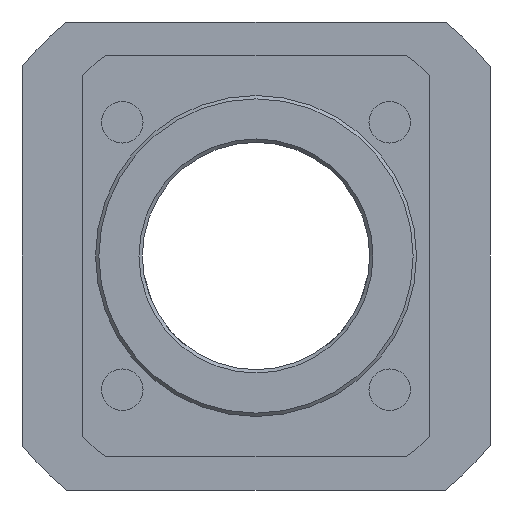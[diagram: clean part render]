
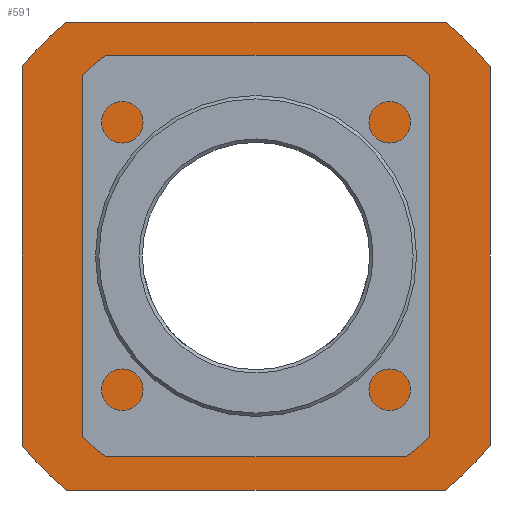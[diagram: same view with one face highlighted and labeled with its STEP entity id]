
A CAD part, front view. The second image highlights one B-rep face of the part: STEP entity #591.
In plain terms, the highlighted planar face has unit normal (0, -1, 0).
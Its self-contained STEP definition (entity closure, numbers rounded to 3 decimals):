
#13=LINE($,#1149,#45);
#17=LINE($,#1158,#49);
#21=LINE($,#1167,#53);
#25=LINE($,#1176,#57);
#45=VECTOR($,#696,56.569);
#49=VECTOR($,#702,56.569);
#53=VECTOR($,#708,56.569);
#57=VECTOR($,#714,56.569);
#116=PLANE($,#659);
#152=FACE_BOUND($,#251,.T.);
#183=FACE_OUTER_BOUND($,#250,.T.);
#250=EDGE_LOOP($,(#544,#545,#546,#547,#548,#549,#550,#551));
#251=EDGE_LOOP($,(#552));
#259=CIRCLE($,#616,45.);
#261=CIRCLE($,#619,45.);
#263=CIRCLE($,#622,45.);
#283=CIRCLE($,#658,23.);
#284=CIRCLE($,#660,45.);
#299=VERTEX_POINT($,#1147);
#300=VERTEX_POINT($,#1148);
#303=VERTEX_POINT($,#1156);
#304=VERTEX_POINT($,#1157);
#307=VERTEX_POINT($,#1165);
#308=VERTEX_POINT($,#1166);
#311=VERTEX_POINT($,#1174);
#312=VERTEX_POINT($,#1175);
#340=VERTEX_POINT($,#1266);
#355=EDGE_CURVE($,#299,#300,#13,.T.);
#359=EDGE_CURVE($,#303,#304,#17,.T.);
#363=EDGE_CURVE($,#307,#308,#21,.T.);
#367=EDGE_CURVE($,#311,#312,#25,.T.);
#371=EDGE_CURVE($,#307,#312,#259,.T.);
#373=EDGE_CURVE($,#299,#304,#261,.T.);
#375=EDGE_CURVE($,#303,#308,#263,.T.);
#411=EDGE_CURVE($,#340,#340,#283,.T.);
#412=EDGE_CURVE($,#311,#300,#284,.T.);
#544=ORIENTED_EDGE($,*,*,#355,.T.);
#545=ORIENTED_EDGE($,*,*,#412,.F.);
#546=ORIENTED_EDGE($,*,*,#367,.T.);
#547=ORIENTED_EDGE($,*,*,#371,.F.);
#548=ORIENTED_EDGE($,*,*,#363,.T.);
#549=ORIENTED_EDGE($,*,*,#375,.F.);
#550=ORIENTED_EDGE($,*,*,#359,.T.);
#551=ORIENTED_EDGE($,*,*,#373,.F.);
#552=ORIENTED_EDGE($,*,*,#411,.T.);
#591=ADVANCED_FACE($,(#183,#152),#116,.T.);
#616=AXIS2_PLACEMENT_3D($,#1183,#720,#721);
#619=AXIS2_PLACEMENT_3D($,#1186,#726,#727);
#622=AXIS2_PLACEMENT_3D($,#1189,#732,#733);
#658=AXIS2_PLACEMENT_3D($,#1267,#820,#821);
#659=AXIS2_PLACEMENT_3D($,#1268,#822,#823);
#660=AXIS2_PLACEMENT_3D($,#1269,#824,#825);
#696=DIRECTION($,(1.,0.,0.));
#702=DIRECTION($,(0.,0.,-1.));
#708=DIRECTION($,(-1.,0.,0.));
#714=DIRECTION($,(0.,0.,1.));
#720=DIRECTION('center_axis',(0.,1.,0.));
#721=DIRECTION('ref_axis',(-1.,0.,0.));
#726=DIRECTION('center_axis',(0.,1.,0.));
#727=DIRECTION('ref_axis',(-1.,0.,0.));
#732=DIRECTION('center_axis',(0.,1.,0.));
#733=DIRECTION('ref_axis',(-1.,0.,0.));
#820=DIRECTION('center_axis',(0.,1.,0.));
#821=DIRECTION('ref_axis',(-1.,0.,0.));
#822=DIRECTION('center_axis',(0.,-1.,0.));
#823=DIRECTION('ref_axis',(0.,0.,-1.));
#824=DIRECTION('center_axis',(0.,1.,0.));
#825=DIRECTION('ref_axis',(-1.,0.,0.));
#1147=CARTESIAN_POINT('',(-28.284,-12.,-35.));
#1148=CARTESIAN_POINT('',(28.284,-12.,-35.));
#1149=CARTESIAN_POINT($,(-31.142,-12.,-35.));
#1156=CARTESIAN_POINT('',(-35.,-12.,28.284));
#1157=CARTESIAN_POINT('',(-35.,-12.,-28.284));
#1158=CARTESIAN_POINT($,(-35.,-12.,14.142));
#1165=CARTESIAN_POINT('',(28.284,-12.,35.));
#1166=CARTESIAN_POINT('',(-28.284,-12.,35.));
#1167=CARTESIAN_POINT($,(-2.858,-12.,35.));
#1174=CARTESIAN_POINT('',(35.,-12.,-28.284));
#1175=CARTESIAN_POINT('',(35.,-12.,28.284));
#1176=CARTESIAN_POINT($,(35.,-12.,-14.142));
#1183=CARTESIAN_POINT('Origin',(0.,-12.,0.));
#1186=CARTESIAN_POINT('Origin',(0.,-12.,0.));
#1189=CARTESIAN_POINT('Origin',(0.,-12.,0.));
#1266=CARTESIAN_POINT('',(-23.,-12.,0.));
#1267=CARTESIAN_POINT('Origin',(0.,-12.,0.));
#1268=CARTESIAN_POINT('Origin',(-34.,-12.,0.));
#1269=CARTESIAN_POINT('Origin',(0.,-12.,0.));
